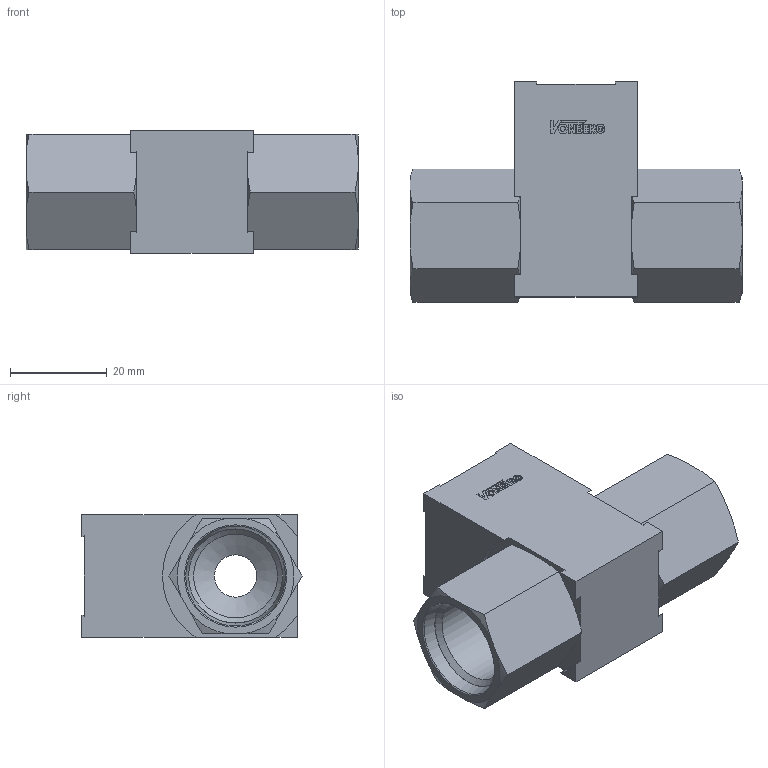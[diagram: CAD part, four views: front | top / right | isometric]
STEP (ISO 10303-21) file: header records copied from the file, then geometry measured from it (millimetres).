
FILE_DESCRIPTION((''),'2;1');
FILE_NAME('60133-8T.stp','2015-01-07T14:39:27',('jml'),(''),'Autodesk Inventor 2010','Autodesk Inventor 2010','');
FILE_SCHEMA(('AUTOMOTIVE_DESIGN { 1 0 10303 214 1 1 1 1 }'));
Length unit declared in the file: inch
Products named in the file (4): 60133-8T; 300189; 221161; 908 O-RING
Assembly tree (5 placements, depth 2):
  60133-8T
    300189
    221161  x2
    908 O-RING  x2
Bounding box: 68.58 x 45.51 x 25.4 mm (x, y, z)
Volume: 32472.4 mm3; surface area: 17249.8 mm2
Topology: 5 solids, 5 shells, 203 faces, 518 edges, 339 vertices
Faces by surface type: plane 114, cone 45, cylinder 37, torus 7
Full cylindrical faces by diameter (mm): 1.044 x1, 8.738 x2, 12.7 x1, 16.815 x2, 17.323 x5, 19.05 x2
Entity records: 5246 total; most frequent: CARTESIAN_POINT 972, DIRECTION 829, ORIENTED_EDGE 812, EDGE_CURVE 406, VERTEX_POINT 281, AXIS2_PLACEMENT_3D 278, VECTOR 273, LINE 273
